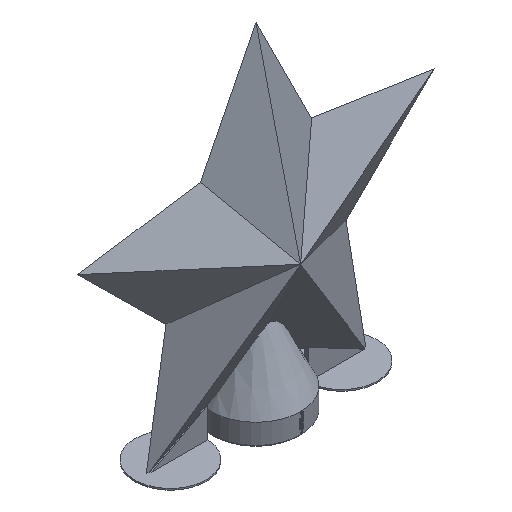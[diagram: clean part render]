
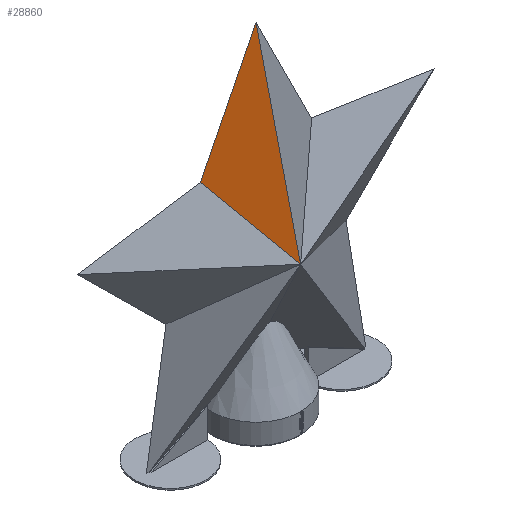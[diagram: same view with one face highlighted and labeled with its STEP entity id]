
A CAD part, isometric view. The second image highlights one B-rep face of the part: STEP entity #28860.
In plain terms, the highlighted planar face has unit normal (-0.419, -0.883, 0.21).
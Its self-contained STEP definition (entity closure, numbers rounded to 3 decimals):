
#317 = VERTEX_POINT('',#318);
#318 = CARTESIAN_POINT('',(0.,-6.25,25.));
#1295 = PLANE('',#1296);
#1296 = AXIS2_PLACEMENT_3D('',#1297,#1298,#1299);
#1297 = CARTESIAN_POINT('',(-12.807,-3.409,
    28.474));
#1298 = DIRECTION('',(-0.07,-0.883,0.463
    ));
#1299 = DIRECTION('',(0.,-0.465,-0.886
    ));
#12525 = EDGE_CURVE('',#317,#12526,#12528,.T.);
#12526 = VERTEX_POINT('',#12527);
#12527 = CARTESIAN_POINT('',(-7.798,0.,35.733));
#12528 = SURFACE_CURVE('',#12529,(#12533,#12540),.PCURVE_S1.);
#12529 = LINE('',#12530,#12531);
#12530 = CARTESIAN_POINT('',(0.,-6.25,25.));
#12531 = VECTOR('',#12532,1.);
#12532 = DIRECTION('',(-0.532,0.426,0.732));
#12533 = PCURVE('',#1295,#12534);
#12534 = DEFINITIONAL_REPRESENTATION('',(#12535),#12539);
#12535 = LINE('',#12536,#12537);
#12536 = CARTESIAN_POINT('',(4.396,12.838));
#12537 = VECTOR('',#12538,1.);
#12538 = DIRECTION('',(-0.846,-0.533));
#12539 = ( GEOMETRIC_REPRESENTATION_CONTEXT(2) 
PARAMETRIC_REPRESENTATION_CONTEXT() REPRESENTATION_CONTEXT('2D SPACE',''
  ) );
#12540 = PCURVE('',#12541,#12546);
#12541 = PLANE('',#12542);
#12542 = AXIS2_PLACEMENT_3D('',#12543,#12544,#12545);
#12543 = CARTESIAN_POINT('',(-8.263,0.66,
    37.581));
#12544 = DIRECTION('',(0.419,0.883,-0.21));
#12545 = DIRECTION('',(0.,0.231,0.973)
  );
#12546 = DEFINITIONAL_REPRESENTATION('',(#12547),#12551);
#12547 = LINE('',#12548,#12549);
#12548 = CARTESIAN_POINT('',(-13.838,9.1));
#12549 = VECTOR('',#12550,1.);
#12550 = DIRECTION('',(0.811,-0.586));
#12551 = ( GEOMETRIC_REPRESENTATION_CONTEXT(2) 
PARAMETRIC_REPRESENTATION_CONTEXT() REPRESENTATION_CONTEXT('2D SPACE',''
  ) );
#28818 = PLANE('',#28819);
#28819 = AXIS2_PLACEMENT_3D('',#28820,#28821,#28822);
#28820 = CARTESIAN_POINT('',(-8.263,-0.66,
    37.581));
#28821 = DIRECTION('',(-0.419,0.883,0.21));
#28822 = DIRECTION('',(0.,-0.231,0.973
    ));
#28860 = ADVANCED_FACE('',(#28861),#12541,.F.);
#28861 = FACE_BOUND('',#28862,.T.);
#28862 = EDGE_LOOP('',(#28863,#28864,#28892));
#28863 = ORIENTED_EDGE('',*,*,#12525,.F.);
#28864 = ORIENTED_EDGE('',*,*,#28865,.T.);
#28865 = EDGE_CURVE('',#317,#28866,#28868,.T.);
#28866 = VERTEX_POINT('',#28867);
#28867 = CARTESIAN_POINT('',(0.,0.,51.287));
#28868 = SURFACE_CURVE('',#28869,(#28873,#28880),.PCURVE_S1.);
#28869 = LINE('',#28870,#28871);
#28870 = CARTESIAN_POINT('',(0.,-6.25,25.));
#28871 = VECTOR('',#28872,1.);
#28872 = DIRECTION('',(0.,0.231,0.973));
#28873 = PCURVE('',#12541,#28874);
#28874 = DEFINITIONAL_REPRESENTATION('',(#28875),#28879);
#28875 = LINE('',#28876,#28877);
#28876 = CARTESIAN_POINT('',(-13.838,9.1));
#28877 = VECTOR('',#28878,1.);
#28878 = DIRECTION('',(1.,0.));
#28879 = ( GEOMETRIC_REPRESENTATION_CONTEXT(2) 
PARAMETRIC_REPRESENTATION_CONTEXT() REPRESENTATION_CONTEXT('2D SPACE',''
  ) );
#28880 = PCURVE('',#28881,#28886);
#28881 = PLANE('',#28882);
#28882 = AXIS2_PLACEMENT_3D('',#28883,#28884,#28885);
#28883 = CARTESIAN_POINT('',(-0.654,-3.409,
    38.253));
#28884 = DIRECTION('',(-0.419,0.883,-0.21));
#28885 = DIRECTION('',(0.,0.231,0.973)
  );
#28886 = DEFINITIONAL_REPRESENTATION('',(#28887),#28891);
#28887 = LINE('',#28888,#28889);
#28888 = CARTESIAN_POINT('',(-13.551,0.72));
#28889 = VECTOR('',#28890,1.);
#28890 = DIRECTION('',(1.,0.));
#28891 = ( GEOMETRIC_REPRESENTATION_CONTEXT(2) 
PARAMETRIC_REPRESENTATION_CONTEXT() REPRESENTATION_CONTEXT('2D SPACE',''
  ) );
#28892 = ORIENTED_EDGE('',*,*,#28893,.F.);
#28893 = EDGE_CURVE('',#12526,#28866,#28894,.T.);
#28894 = SURFACE_CURVE('',#28895,(#28899,#28906),.PCURVE_S1.);
#28895 = LINE('',#28896,#28897);
#28896 = CARTESIAN_POINT('',(-7.798,0.,35.733));
#28897 = VECTOR('',#28898,1.);
#28898 = DIRECTION('',(0.448,0.,0.894));
#28899 = PCURVE('',#12541,#28900);
#28900 = DEFINITIONAL_REPRESENTATION('',(#28901),#28905);
#28901 = LINE('',#28902,#28903);
#28902 = CARTESIAN_POINT('',(-1.951,0.512));
#28903 = VECTOR('',#28904,1.);
#28904 = DIRECTION('',(0.87,0.494));
#28905 = ( GEOMETRIC_REPRESENTATION_CONTEXT(2) 
PARAMETRIC_REPRESENTATION_CONTEXT() REPRESENTATION_CONTEXT('2D SPACE',''
  ) );
#28906 = PCURVE('',#28818,#28907);
#28907 = DEFINITIONAL_REPRESENTATION('',(#28908),#28912);
#28908 = LINE('',#28909,#28910);
#28909 = CARTESIAN_POINT('',(-1.951,0.512));
#28910 = VECTOR('',#28911,1.);
#28911 = DIRECTION('',(0.87,0.494));
#28912 = ( GEOMETRIC_REPRESENTATION_CONTEXT(2) 
PARAMETRIC_REPRESENTATION_CONTEXT() REPRESENTATION_CONTEXT('2D SPACE',''
  ) );
